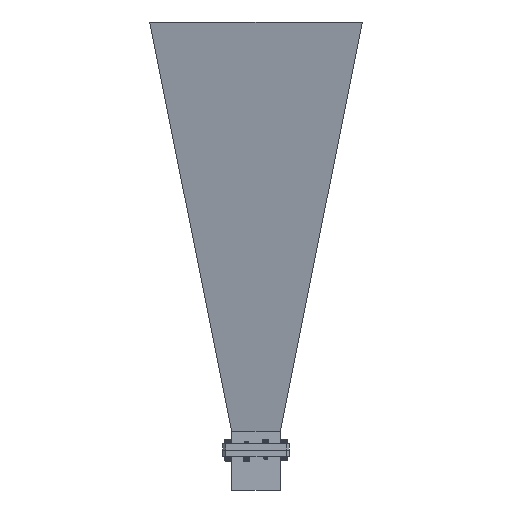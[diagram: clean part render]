
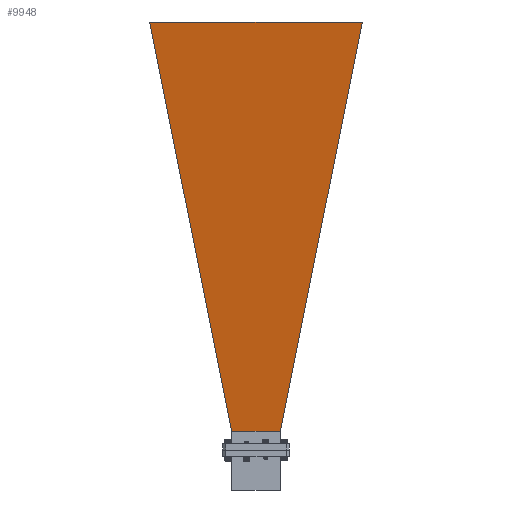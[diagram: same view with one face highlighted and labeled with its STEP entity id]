
A CAD part, front view. The second image highlights one B-rep face of the part: STEP entity #9948.
In plain terms, the highlighted face is planar.
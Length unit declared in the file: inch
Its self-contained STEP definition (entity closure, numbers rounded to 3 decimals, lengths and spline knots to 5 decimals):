
#278 = VERTEX_POINT ( 'NONE', #10465 ) ;
#665 = LINE ( 'NONE', #9665, #12500 ) ;
#856 = EDGE_CURVE ( 'NONE', #7126, #10908, #5223, .T. ) ;
#1397 = EDGE_CURVE ( 'NONE', #278, #7126, #9980, .T. ) ;
#2223 = DIRECTION ( 'NONE',  ( -0.987, 0., -0.159 ) ) ;
#2274 = EDGE_CURVE ( 'NONE', #4447, #278, #5651, .T. ) ;
#2340 = DIRECTION ( 'NONE',  ( 0., 1., 0. ) ) ;
#2678 = VECTOR ( 'NONE', #9769, 39.37008 ) ;
#2861 = ORIENTED_EDGE ( 'NONE', *, *, #1397, .T. ) ;
#3345 = PLANE ( 'NONE',  #5660 ) ;
#3620 = ORIENTED_EDGE ( 'NONE', *, *, #2274, .T. ) ;
#4447 = VERTEX_POINT ( 'NONE', #13708 ) ;
#5223 = LINE ( 'NONE', #13402, #2678 ) ;
#5619 = ORIENTED_EDGE ( 'NONE', *, *, #856, .T. ) ;
#5651 = LINE ( 'NONE', #7905, #8938 ) ;
#5657 = VECTOR ( 'NONE', #7701, 39.37008 ) ;
#5660 = AXIS2_PLACEMENT_3D ( 'NONE', #5794, #2223, #13541 ) ;
#5794 = CARTESIAN_POINT ( 'NONE',  ( -1.75748, 0., 9.6612 ) ) ;
#5924 = ORIENTED_EDGE ( 'NONE', *, *, #10564, .T. ) ;
#6173 = EDGE_LOOP ( 'NONE', ( #5924, #3620, #2861, #5619 ) ) ;
#7126 = VERTEX_POINT ( 'NONE', #13110 ) ;
#7389 = DIRECTION ( 'NONE',  ( -0.156, -0.194, 0.968 ) ) ;
#7701 = DIRECTION ( 'NONE',  ( 0.156, -0.194, -0.968 ) ) ;
#7905 = CARTESIAN_POINT ( 'NONE',  ( -3.0039, 0., 17.3915 ) ) ;
#8938 = VECTOR ( 'NONE', #2340, 39.37008 ) ;
#9665 = CARTESIAN_POINT ( 'NONE',  ( -0.51561, -0.91356, 1.95904 ) ) ;
#9752 = CARTESIAN_POINT ( 'NONE',  ( -3.0039, 4.00801, 17.3915 ) ) ;
#9769 = DIRECTION ( 'NONE',  ( 0., -1., 0. ) ) ;
#9948 = ADVANCED_FACE ( 'NONE', ( #13474 ), #3345, .T. ) ;
#9980 = LINE ( 'NONE', #9752, #5657 ) ;
#10465 = CARTESIAN_POINT ( 'NONE',  ( -3.0039, 4.00801, 17.3915 ) ) ;
#10564 = EDGE_CURVE ( 'NONE', #10908, #4447, #665, .T. ) ;
#10908 = VERTEX_POINT ( 'NONE', #13518 ) ;
#12500 = VECTOR ( 'NONE', #7389, 39.37008 ) ;
#13110 = CARTESIAN_POINT ( 'NONE',  ( -0.51561, 0.91356, 1.95904 ) ) ;
#13402 = CARTESIAN_POINT ( 'NONE',  ( -0.51561, 0., 1.95904 ) ) ;
#13474 = FACE_OUTER_BOUND ( 'NONE', #6173, .T. ) ;
#13518 = CARTESIAN_POINT ( 'NONE',  ( -0.51561, -0.91356, 1.95904 ) ) ;
#13541 = DIRECTION ( 'NONE',  ( -0.159, 0., 0.987 ) ) ;
#13708 = CARTESIAN_POINT ( 'NONE',  ( -3.0039, -4.00801, 17.3915 ) ) ;
